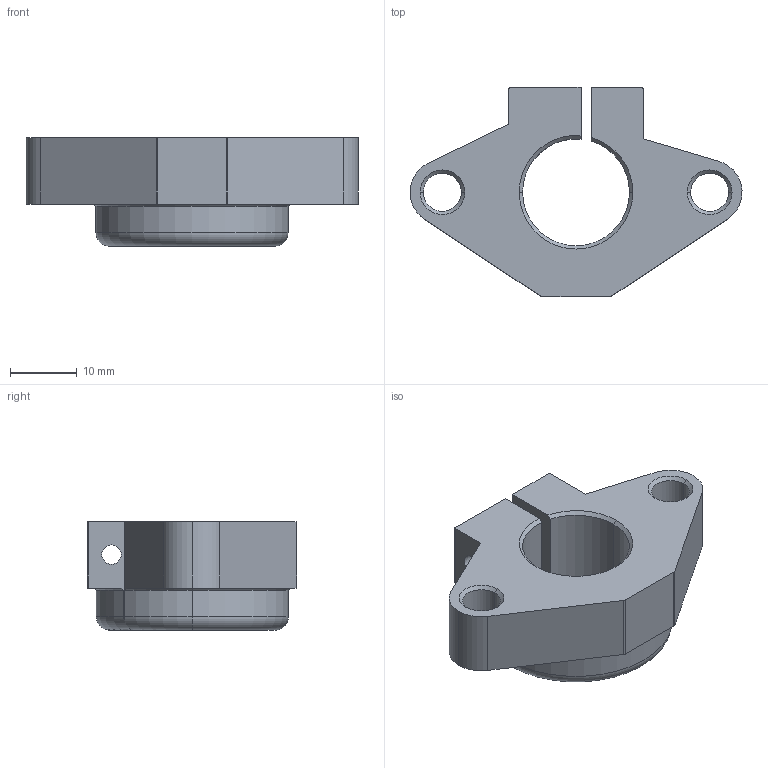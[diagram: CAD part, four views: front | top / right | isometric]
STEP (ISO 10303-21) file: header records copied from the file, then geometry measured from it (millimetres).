
FILE_DESCRIPTION (( 'STEP AP214' ), '1' );
FILE_NAME ('SHF16.STEP', '2024-05-17T17:48:03', ( '' ), ( '' ), 'SwSTEP 2.0', 'SolidWorks 2023', '' );
FILE_SCHEMA (( 'AUTOMOTIVE_DESIGN' ));
Length unit declared in the file: millimetre
Products named in the file (1): SHF16
Bounding box: 49.69 x 31.3 x 16.2 mm (x, y, z)
Volume: 9879.2 mm3; surface area: 4761.5 mm2
Topology: 1 solids, 1 shells, 61 faces, 161 edges, 102 vertices
Faces by surface type: cylinder 23, cone 19, plane 16, torus 3
Entity records: 1990 total; most frequent: CARTESIAN_POINT 411, DIRECTION 339, ORIENTED_EDGE 322, EDGE_CURVE 161, AXIS2_PLACEMENT_3D 132, VERTEX_POINT 102, LINE 75, VECTOR 75
